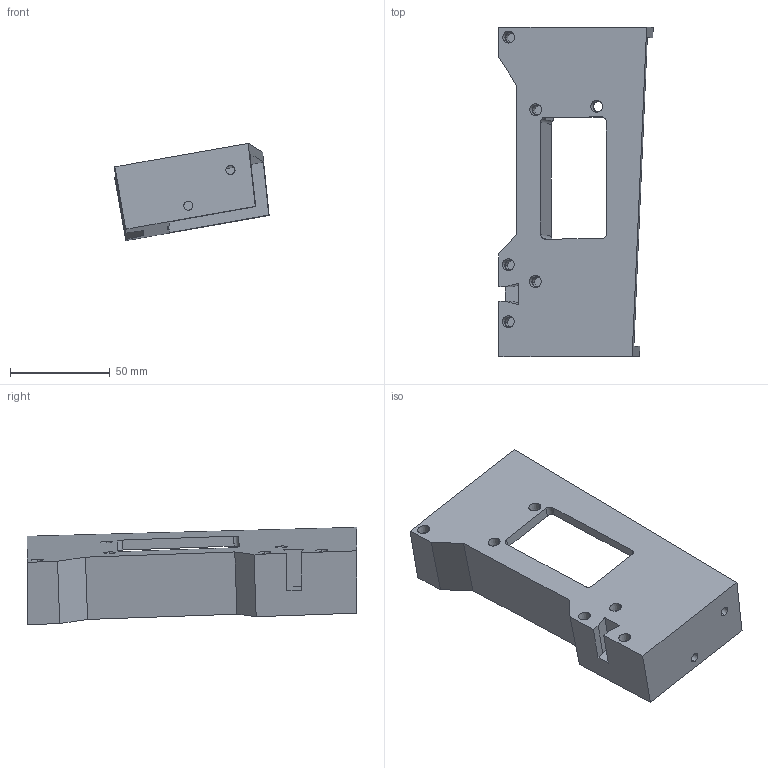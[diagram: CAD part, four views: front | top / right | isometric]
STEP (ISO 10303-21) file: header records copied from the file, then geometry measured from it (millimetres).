
FILE_DESCRIPTION (( 'STEP AP214' ), '1' );
FILE_NAME ('B-C Left Outboard Spacer.STEP', '2021-10-23T20:45:34', ( '' ), ( '' ), 'SwSTEP 2.0', 'SolidWorks 2021', '' );
FILE_SCHEMA (( 'AUTOMOTIVE_DESIGN' ));
Length unit declared in the file: inch
Products named in the file (1): B-C Left Outboard Spacer
Bounding box: 77.44 x 165.1 x 48.83 mm (x, y, z)
Volume: 130038.7 mm3; surface area: 38207.4 mm2
Topology: 1 solids, 1 shells, 77 faces, 200 edges, 135 vertices
Faces by surface type: plane 39, cylinder 25, cone 12, bspline 1
Entity records: 2472 total; most frequent: CARTESIAN_POINT 464, DIRECTION 416, ORIENTED_EDGE 400, EDGE_CURVE 200, AXIS2_PLACEMENT_3D 151, VERTEX_POINT 135, LINE 114, VECTOR 114
